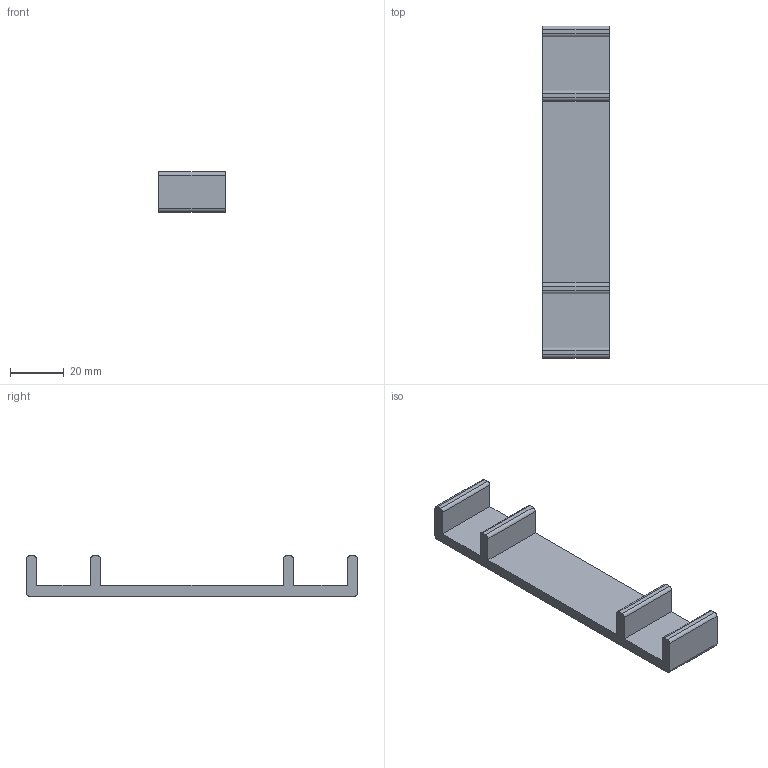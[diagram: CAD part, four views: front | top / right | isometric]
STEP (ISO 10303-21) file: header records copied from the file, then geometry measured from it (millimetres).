
FILE_DESCRIPTION(('Open CASCADE Model'),'2;1');
FILE_NAME('Open CASCADE Shape Model','2023-02-26T13:40:22',('Author'),( 'Open CASCADE'),'Open CASCADE STEP processor 7.6','Open CASCADE 7.6' ,'Unknown');
FILE_SCHEMA(('AUTOMOTIVE_DESIGN { 1 0 10303 214 1 1 1 1 }'));
Length unit declared in the file: millimetre
Products named in the file (1): Open CASCADE STEP translator 7.6 2
Bounding box: 25 x 124 x 15 mm (x, y, z)
Volume: 16722.7 mm3; surface area: 9809.1 mm2
Topology: 1 solids, 1 shells, 28 faces, 78 edges, 52 vertices
Faces by surface type: plane 18, cylinder 10
Entity records: 1944 total; most frequent: CARTESIAN_POINT 387, DIRECTION 290, LINE 182, VECTOR 182, ORIENTED_EDGE 156, PCURVE 156, DEFINITIONAL_REPRESENTATION 156, EDGE_CURVE 78
